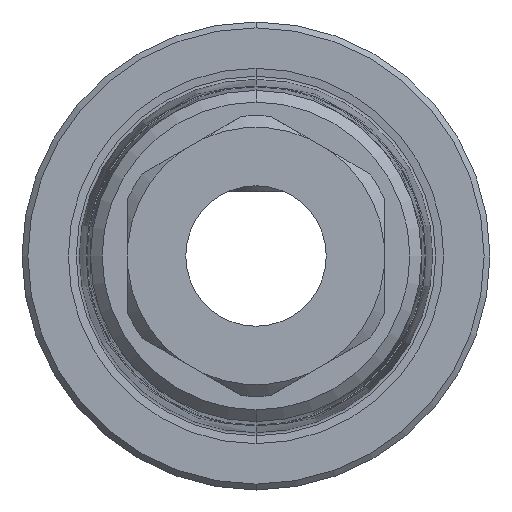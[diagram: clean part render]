
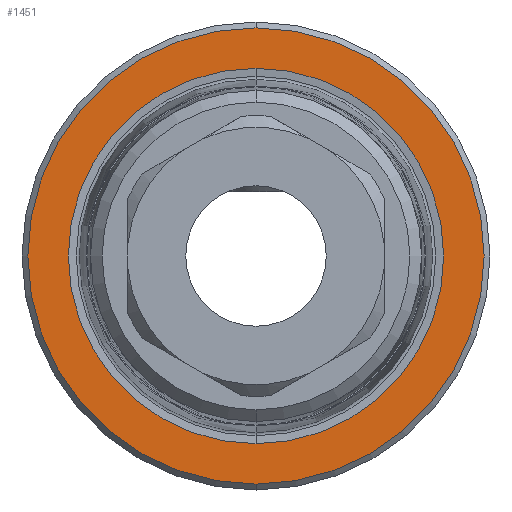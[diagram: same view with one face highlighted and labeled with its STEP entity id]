
A CAD part, front view. The second image highlights one B-rep face of the part: STEP entity #1451.
In plain terms, the highlighted planar face has unit normal (0, -1, 0).
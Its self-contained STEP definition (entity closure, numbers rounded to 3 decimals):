
#93=CARTESIAN_POINT('',(0.,0.,0.));
#94=DIRECTION('',(0.,1.,0.));
#95=DIRECTION('',(0.,0.,-1.));
#96=AXIS2_PLACEMENT_3D('',#93,#94,#95);
#98=CARTESIAN_POINT('',(0.,0.,0.));
#99=DIRECTION('',(0.,1.,0.));
#100=DIRECTION('',(0.,0.,1.));
#101=AXIS2_PLACEMENT_3D('',#98,#99,#100);
#103=CARTESIAN_POINT('',(0.,0.,0.));
#104=DIRECTION('',(0.,-1.,0.));
#105=DIRECTION('',(0.,0.,1.));
#106=AXIS2_PLACEMENT_3D('',#103,#104,#105);
#108=CARTESIAN_POINT('',(0.,0.,0.));
#109=DIRECTION('',(0.,-1.,0.));
#110=DIRECTION('',(0.,0.,-1.));
#111=AXIS2_PLACEMENT_3D('',#108,#109,#110);
#1061=CARTESIAN_POINT('',(0.,0.,-19.5));
#1062=CARTESIAN_POINT('',(0.,0.,19.5));
#1063=VERTEX_POINT('',#1061);
#1064=VERTEX_POINT('',#1062);
#1165=CARTESIAN_POINT('',(0.,0.,16.043));
#1166=CARTESIAN_POINT('',(0.,0.,-16.043));
#1167=VERTEX_POINT('',#1165);
#1168=VERTEX_POINT('',#1166);
#1436=CARTESIAN_POINT('',(0.,0.,0.));
#1437=DIRECTION('',(0.,-1.,0.));
#1438=DIRECTION('',(0.,0.,-1.));
#1439=AXIS2_PLACEMENT_3D('',#1436,#1437,#1438);
#1440=PLANE('',#1439);
#1441=ORIENTED_EDGE('',*,*,#1418,.T.);
#1442=ORIENTED_EDGE('',*,*,#1403,.T.);
#1443=EDGE_LOOP('',(#1441,#1442));
#1444=FACE_OUTER_BOUND('',#1443,.F.);
#1446=ORIENTED_EDGE('',*,*,#1445,.T.);
#1448=ORIENTED_EDGE('',*,*,#1447,.T.);
#1449=EDGE_LOOP('',(#1446,#1448));
#1450=FACE_BOUND('',#1449,.F.);
#1451=ADVANCED_FACE('',(#1444,#1450),#1440,.T.);
#97=CIRCLE('',#96,19.5);
#102=CIRCLE('',#101,19.5);
#107=CIRCLE('',#106,16.043);
#112=CIRCLE('',#111,16.043);
#1403=EDGE_CURVE('',#1064,#1063,#102,.T.);
#1418=EDGE_CURVE('',#1063,#1064,#97,.T.);
#1445=EDGE_CURVE('',#1167,#1168,#107,.T.);
#1447=EDGE_CURVE('',#1168,#1167,#112,.T.);
